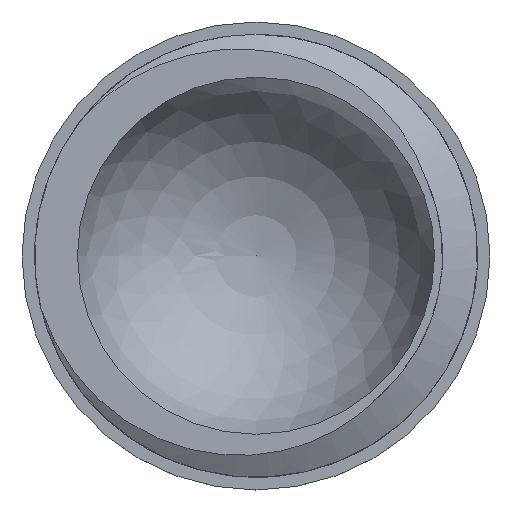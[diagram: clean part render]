
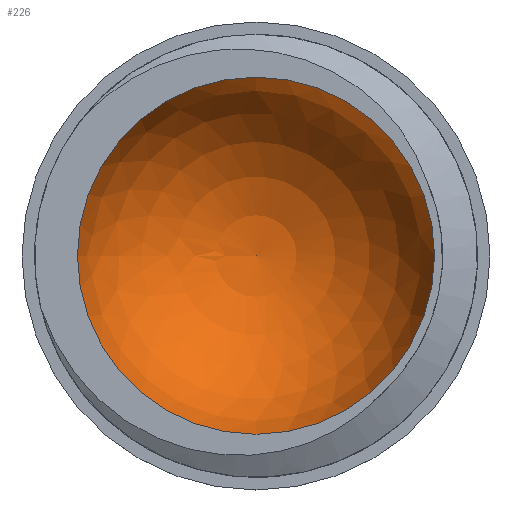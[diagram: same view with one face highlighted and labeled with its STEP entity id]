
A CAD part, top view. The second image highlights one B-rep face of the part: STEP entity #226.
In plain terms, the highlighted spherical face has radius 9 mm.
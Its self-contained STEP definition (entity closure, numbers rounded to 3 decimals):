
#20=SPHERICAL_SURFACE('',#256,9.);
#32=FACE_OUTER_BOUND('',#46,.T.);
#46=EDGE_LOOP('',(#191,#192,#193));
#57=CIRCLE('',#257,8.775);
#58=CIRCLE('',#258,9.);
#109=VERTEX_POINT('',#1455);
#110=VERTEX_POINT('',#1457);
#140=EDGE_CURVE('',#109,#109,#57,.T.);
#141=EDGE_CURVE('',#109,#110,#58,.T.);
#191=ORIENTED_EDGE('',*,*,#140,.T.);
#192=ORIENTED_EDGE('',*,*,#141,.T.);
#193=ORIENTED_EDGE('',*,*,#141,.F.);
#226=ADVANCED_FACE('',(#32),#20,.F.);
#256=AXIS2_PLACEMENT_3D('',#1454,#294,#295);
#257=AXIS2_PLACEMENT_3D('',#1456,#296,#297);
#258=AXIS2_PLACEMENT_3D('',#1458,#298,#299);
#294=DIRECTION('center_axis',(0.,0.,1.));
#295=DIRECTION('ref_axis',(1.,0.,0.));
#296=DIRECTION('center_axis',(0.,0.,1.));
#297=DIRECTION('ref_axis',(1.,0.,0.));
#298=DIRECTION('center_axis',(0.,-1.,0.));
#299=DIRECTION('ref_axis',(-1.,0.,0.));
#1454=CARTESIAN_POINT('Origin',(0.,0.,0.));
#1455=CARTESIAN_POINT('',(-8.775,0.,-2.));
#1456=CARTESIAN_POINT('Origin',(0.,0.,-2.));
#1457=CARTESIAN_POINT('',(0.,0.,-9.));
#1458=CARTESIAN_POINT('Origin',(0.,0.,0.));
